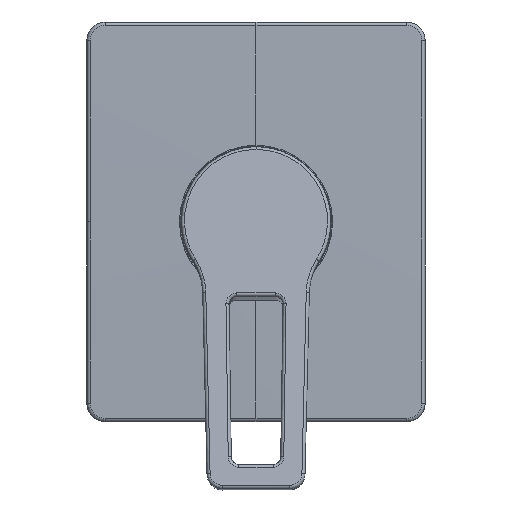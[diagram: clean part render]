
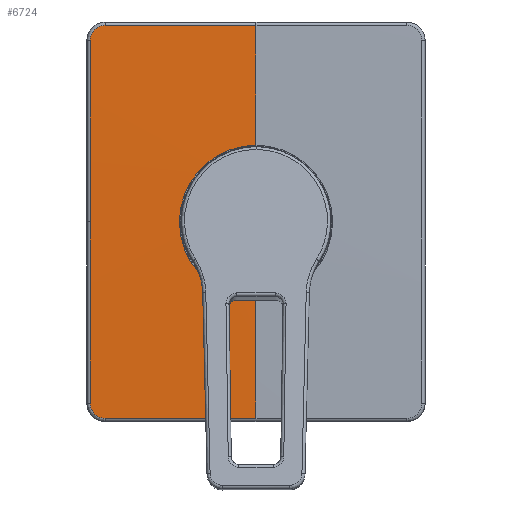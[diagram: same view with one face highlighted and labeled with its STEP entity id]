
A CAD part, top view. The second image highlights one B-rep face of the part: STEP entity #6724.
In plain terms, the highlighted spherical face has radius 4000 mm.
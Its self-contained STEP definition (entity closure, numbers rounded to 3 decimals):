
#336 = VERTEX_POINT ( 'NONE', #4832 ) ;
#426 = VERTEX_POINT ( 'NONE', #3961 ) ;
#475 = FACE_OUTER_BOUND ( 'NONE', #1967, .T. ) ;
#479 = DIRECTION ( 'NONE',  ( 0., 0., 1. ) ) ;
#521 = EDGE_CURVE ( 'NONE', #3918, #1418, #4386, .T. ) ;
#596 = ORIENTED_EDGE ( 'NONE', *, *, #521, .F. ) ;
#709 = VERTEX_POINT ( 'NONE', #2671 ) ;
#747 = EDGE_CURVE ( 'NONE', #426, #7131, #1079, .T. ) ;
#820 = B_SPLINE_CURVE_WITH_KNOTS ( 'NONE', 3,
 ( #5914, #3685, #880, #4809, #1469, #5361 ),
 .UNSPECIFIED., .F., .F.,
 ( 4, 2, 4 ),
 ( 0., 0.5, 1. ),
 .UNSPECIFIED. ) ;
#880 = CARTESIAN_POINT ( 'NONE',  ( 78.262, -22.693, 18.701 ) ) ;
#1035 = CARTESIAN_POINT ( 'NONE',  ( 7.961, 38.89, -3978.31 ) ) ;
#1055 = CIRCLE ( 'NONE', #5740, 3998.087 ) ;
#1061 = AXIS2_PLACEMENT_3D ( 'NONE', #2687, #7320, #4536 ) ;
#1079 = CIRCLE ( 'NONE', #5691, 3997.765 ) ;
#1119 = DIRECTION ( 'NONE',  ( 0., 1., 0. ) ) ;
#1261 = CARTESIAN_POINT ( 'NONE',  ( 131.651, 38.89, -3980.469 ) ) ;
#1418 = VERTEX_POINT ( 'NONE', #4931 ) ;
#1469 = CARTESIAN_POINT ( 'NONE',  ( 81.342, -25.035, 18.704 ) ) ;
#1489 = CARTESIAN_POINT ( 'NONE',  ( 131.651, 38.89, 19.454 ) ) ;
#1553 = AXIS2_PLACEMENT_3D ( 'NONE', #3967, #3407, #1119 ) ;
#1619 = DIRECTION ( 'NONE',  ( -0.017, 0., -1. ) ) ;
#1780 = CARTESIAN_POINT ( 'NONE',  ( 81.342, 102.815, 18.704 ) ) ;
#1821 = DIRECTION ( 'NONE',  ( 0., 0., -1. ) ) ;
#1941 = CARTESIAN_POINT ( 'NONE',  ( 7.961, 38.89, -3978.31 ) ) ;
#1956 = EDGE_CURVE ( 'NONE', #336, #1418, #4643, .T. ) ;
#1967 = EDGE_LOOP ( 'NONE', ( #6710, #3642, #596, #5808, #3054, #4748, #5646, #6552, #2838 ) ) ;
#2269 = CIRCLE ( 'NONE', #3607, 3997.765 ) ;
#2327 = CARTESIAN_POINT ( 'NONE',  ( 131.651, -94.8, -3978.135 ) ) ;
#2398 = CARTESIAN_POINT ( 'NONE',  ( 78.26, 100.47, 18.701 ) ) ;
#2514 = DIRECTION ( 'NONE',  ( -0.017, 0., -1. ) ) ;
#2606 = VERTEX_POINT ( 'NONE', #6767 ) ;
#2671 = CARTESIAN_POINT ( 'NONE',  ( 77.737, 38.89, 19.168 ) ) ;
#2687 = CARTESIAN_POINT ( 'NONE',  ( 131.651, 38.89, -3980.469 ) ) ;
#2838 = ORIENTED_EDGE ( 'NONE', *, *, #6188, .T. ) ;
#2900 = DIRECTION ( 'NONE',  ( 0., 0.017, 1. ) ) ;
#2926 = CARTESIAN_POINT ( 'NONE',  ( 131.651, 172.58, -3978.135 ) ) ;
#2969 = CARTESIAN_POINT ( 'NONE',  ( 77.729, 97.905, 18.732 ) ) ;
#3004 = DIRECTION ( 'NONE',  ( 0., -1., -0.017 ) ) ;
#3030 = DIRECTION ( 'NONE',  ( 0., 0.017, -1. ) ) ;
#3054 = ORIENTED_EDGE ( 'NONE', *, *, #747, .T. ) ;
#3407 = DIRECTION ( 'NONE',  ( -1., 0., 0. ) ) ;
#3607 = AXIS2_PLACEMENT_3D ( 'NONE', #2327, #6269, #2900 ) ;
#3642 = ORIENTED_EDGE ( 'NONE', *, *, #1956, .T. ) ;
#3685 = CARTESIAN_POINT ( 'NONE',  ( 77.729, -21.421, 18.713 ) ) ;
#3850 = AXIS2_PLACEMENT_3D ( 'NONE', #1489, #479, #7074 ) ;
#3918 = VERTEX_POINT ( 'NONE', #6159 ) ;
#3961 = CARTESIAN_POINT ( 'NONE',  ( 131.651, 102.81, 19.02 ) ) ;
#3967 = CARTESIAN_POINT ( 'NONE',  ( 131.651, 38.89, -3980.469 ) ) ;
#4002 = CARTESIAN_POINT ( 'NONE',  ( 77.729, 97.905, 18.732 ) ) ;
#4101 = CIRCLE ( 'NONE', #4990, 4000. ) ;
#4386 = CIRCLE ( 'NONE', #3850, 24.9 ) ;
#4457 = EDGE_CURVE ( 'NONE', #2606, #336, #2269, .T. ) ;
#4536 = DIRECTION ( 'NONE',  ( 0., -1., 0. ) ) ;
#4617 = CIRCLE ( 'NONE', #6344, 3998.087 ) ;
#4643 = CIRCLE ( 'NONE', #1061, 4000. ) ;
#4748 = ORIENTED_EDGE ( 'NONE', *, *, #7252, .T. ) ;
#4809 = CARTESIAN_POINT ( 'NONE',  ( 80.074, -24.503, 18.696 ) ) ;
#4832 = CARTESIAN_POINT ( 'NONE',  ( 131.651, -25.029, 19.02 ) ) ;
#4931 = CARTESIAN_POINT ( 'NONE',  ( 131.651, 13.99, 19.454 ) ) ;
#4939 = DIRECTION ( 'NONE',  ( 1., 0., -0.017 ) ) ;
#4990 = AXIS2_PLACEMENT_3D ( 'NONE', #1261, #5148, #1821 ) ;
#5051 = CARTESIAN_POINT ( 'NONE',  ( 77.729, -20.124, 18.732 ) ) ;
#5148 = DIRECTION ( 'NONE',  ( 1., 0., 0. ) ) ;
#5157 = CARTESIAN_POINT ( 'NONE',  ( 82.639, 102.815, 18.72 ) ) ;
#5252 = EDGE_CURVE ( 'NONE', #6020, #709, #4617, .T. ) ;
#5361 = CARTESIAN_POINT ( 'NONE',  ( 82.639, -25.035, 18.72 ) ) ;
#5400 = EDGE_CURVE ( 'NONE', #709, #5554, #1055, .T. ) ;
#5554 = VERTEX_POINT ( 'NONE', #5051 ) ;
#5646 = ORIENTED_EDGE ( 'NONE', *, *, #5252, .T. ) ;
#5691 = AXIS2_PLACEMENT_3D ( 'NONE', #2926, #3004, #3030 ) ;
#5740 = AXIS2_PLACEMENT_3D ( 'NONE', #1035, #4939, #1619 ) ;
#5741 = CARTESIAN_POINT ( 'NONE',  ( 80.071, 102.282, 18.696 ) ) ;
#5808 = ORIENTED_EDGE ( 'NONE', *, *, #6114, .F. ) ;
#5869 = DIRECTION ( 'NONE',  ( 1., 0., -0.017 ) ) ;
#5914 = CARTESIAN_POINT ( 'NONE',  ( 77.729, -20.124, 18.732 ) ) ;
#6020 = VERTEX_POINT ( 'NONE', #4002 ) ;
#6114 = EDGE_CURVE ( 'NONE', #426, #3918, #4101, .T. ) ;
#6159 = CARTESIAN_POINT ( 'NONE',  ( 131.651, 63.79, 19.454 ) ) ;
#6188 = EDGE_CURVE ( 'NONE', #5554, #2606, #820, .T. ) ;
#6269 = DIRECTION ( 'NONE',  ( 0., 1., -0.017 ) ) ;
#6333 = CARTESIAN_POINT ( 'NONE',  ( 77.729, 99.202, 18.713 ) ) ;
#6344 = AXIS2_PLACEMENT_3D ( 'NONE', #1941, #5869, #2514 ) ;
#6552 = ORIENTED_EDGE ( 'NONE', *, *, #5400, .T. ) ;
#6710 = ORIENTED_EDGE ( 'NONE', *, *, #4457, .T. ) ;
#6724 = ADVANCED_FACE ( 'NONE', ( #475 ), #6835, .T. ) ;
#6767 = CARTESIAN_POINT ( 'NONE',  ( 82.639, -25.035, 18.72 ) ) ;
#6835 = SPHERICAL_SURFACE ( 'NONE', #1553, 4000. ) ;
#6839 = CARTESIAN_POINT ( 'NONE',  ( 82.639, 102.815, 18.72 ) ) ;
#7074 = DIRECTION ( 'NONE',  ( 0., 1., 0. ) ) ;
#7131 = VERTEX_POINT ( 'NONE', #6839 ) ;
#7148 = B_SPLINE_CURVE_WITH_KNOTS ( 'NONE', 3,
 ( #5157, #1780, #5741, #2398, #6333, #2969 ),
 .UNSPECIFIED., .F., .F.,
 ( 4, 2, 4 ),
 ( 0., 0.5, 1. ),
 .UNSPECIFIED. ) ;
#7252 = EDGE_CURVE ( 'NONE', #7131, #6020, #7148, .T. ) ;
#7320 = DIRECTION ( 'NONE',  ( -1., 0., 0. ) ) ;
